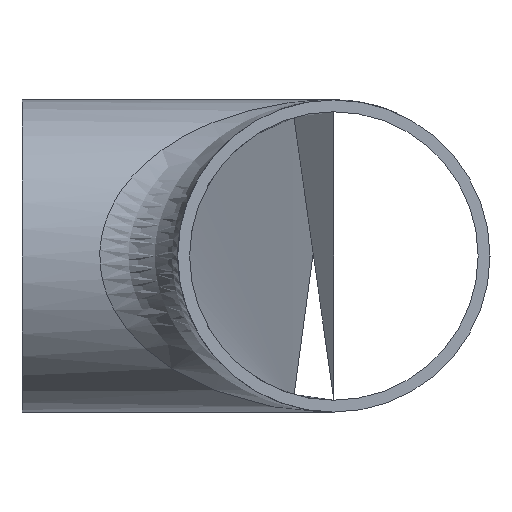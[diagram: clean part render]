
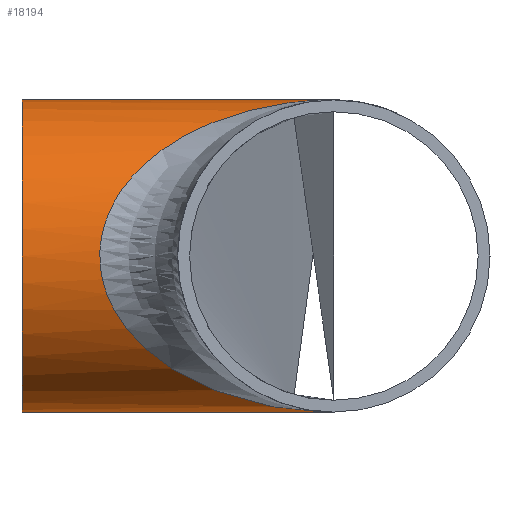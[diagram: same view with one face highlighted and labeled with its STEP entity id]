
A CAD part, left-side view. The second image highlights one B-rep face of the part: STEP entity #18194.
In plain terms, the highlighted cylindrical face has radius 38.05 mm (diameter 76.1 mm), a full revolution.
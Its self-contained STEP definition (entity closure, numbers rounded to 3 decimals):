
#96 = CARTESIAN_POINT ( 'NONE',  ( 0., 0., 38.05 ) ) ;
#162 = CARTESIAN_POINT ( 'NONE',  ( 0., 0., -38.05 ) ) ;
#486 = CYLINDRICAL_SURFACE ( 'NONE', #658, 38.05 ) ;
#658 = AXIS2_PLACEMENT_3D ( 'NONE', #4695, #1649, #18228 ) ;
#1327 = CIRCLE ( 'NONE', #11919, 38.05 ) ;
#1609 = CARTESIAN_POINT ( 'NONE',  ( -76.1, 114.1, 38.05 ) ) ;
#1624 = CARTESIAN_POINT ( 'NONE',  ( 0., 0., 38.05 ) ) ;
#1649 = DIRECTION ( 'NONE',  ( 0., -1., 0. ) ) ;
#2361 = DIRECTION ( 'NONE',  ( 0., 0., -1. ) ) ;
#3832 = FACE_OUTER_BOUND ( 'NONE', #7668, .T. ) ;
#4090 = ORIENTED_EDGE ( 'NONE', *, *, #14816, .T. ) ;
#4695 = CARTESIAN_POINT ( 'NONE',  ( 0., 0., 0. ) ) ;
#5583 = EDGE_CURVE ( 'NONE', #14128, #10211, #15335, .T. ) ;
#5593 = ORIENTED_EDGE ( 'NONE', *, *, #5583, .T. ) ;
#5782 = CARTESIAN_POINT ( 'NONE',  ( 0., 0., -38.05 ) ) ;
#6808 = DIRECTION ( 'NONE',  ( 0., -1., 0. ) ) ;
#7574 = CARTESIAN_POINT ( 'NONE',  ( -76.1, 114.1, -38.05 ) ) ;
#7668 = EDGE_LOOP ( 'NONE', ( #5593, #4090 ) ) ;
#8208 = EDGE_CURVE ( 'NONE', #9272, #9272, #1327, .T. ) ;
#8389 = CARTESIAN_POINT ( 'NONE',  ( 0., 76., 0. ) ) ;
#9272 = VERTEX_POINT ( 'NONE', #19072 ) ;
#10211 = VERTEX_POINT ( 'NONE', #96 ) ;
#11919 = AXIS2_PLACEMENT_3D ( 'NONE', #8389, #6808, #2361 ) ;
#12194 = CARTESIAN_POINT ( 'NONE',  ( 0., 0., 38.05 ) ) ;
#12281 = FACE_OUTER_BOUND ( 'NONE', #15158, .T. ) ;
#13262 = CARTESIAN_POINT ( 'NONE',  ( 76.1, 114.1, -38.05 ) ) ;
#14128 = VERTEX_POINT ( 'NONE', #162 ) ;
#14816 = EDGE_CURVE ( 'NONE', #10211, #14128, #17921, .T. ) ;
#15158 = EDGE_LOOP ( 'NONE', ( #17076 ) ) ;
#15335 =( BOUNDED_CURVE ( )  B_SPLINE_CURVE ( 3, ( #16819, #7574, #1609, #12194 ),
 .UNSPECIFIED., .F., .F. ) 
 B_SPLINE_CURVE_WITH_KNOTS ( ( 4, 4 ),
 ( 1.571, 4.712 ),
 .UNSPECIFIED. ) 
 CURVE ( )  GEOMETRIC_REPRESENTATION_ITEM ( )  RATIONAL_B_SPLINE_CURVE ( ( 1., 0.333, 0.333, 1. ) ) 
 REPRESENTATION_ITEM ( '' )  );
#15350 = CARTESIAN_POINT ( 'NONE',  ( 76.1, 114.1, 38.05 ) ) ;
#16819 = CARTESIAN_POINT ( 'NONE',  ( 0., 0., -38.05 ) ) ;
#17076 = ORIENTED_EDGE ( 'NONE', *, *, #8208, .T. ) ;
#17921 =( BOUNDED_CURVE ( )  B_SPLINE_CURVE ( 3, ( #1624, #15350, #13262, #5782 ),
 .UNSPECIFIED., .F., .F. ) 
 B_SPLINE_CURVE_WITH_KNOTS ( ( 4, 4 ),
 ( 1.571, 4.712 ),
 .UNSPECIFIED. ) 
 CURVE ( )  GEOMETRIC_REPRESENTATION_ITEM ( )  RATIONAL_B_SPLINE_CURVE ( ( 1., 0.333, 0.333, 1. ) ) 
 REPRESENTATION_ITEM ( '' )  );
#18194 = ADVANCED_FACE ( 'NONE', ( #12281, #3832 ), #486, .T. ) ;
#18228 = DIRECTION ( 'NONE',  ( 0., 0., -1. ) ) ;
#19072 = CARTESIAN_POINT ( 'NONE',  ( 0., 76., -38.05 ) ) ;
